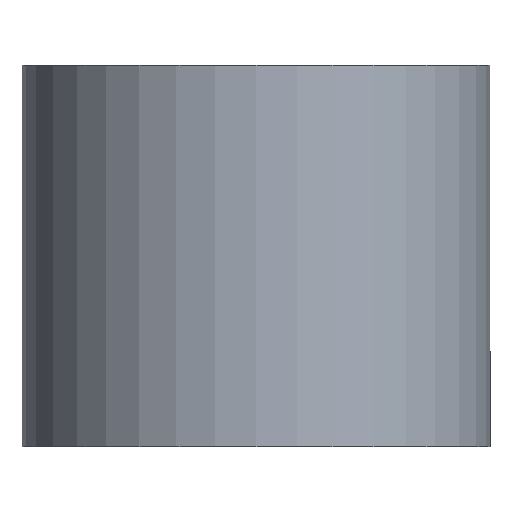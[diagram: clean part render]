
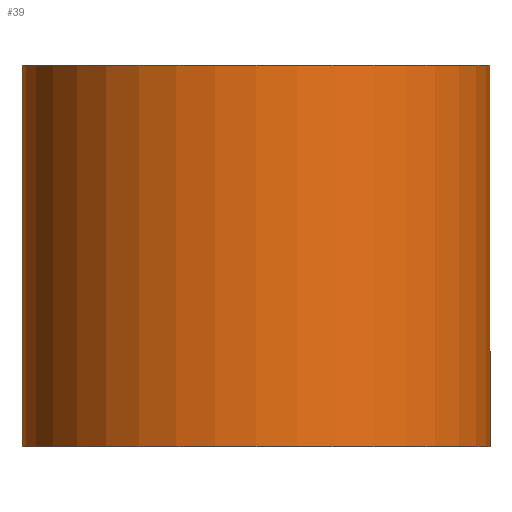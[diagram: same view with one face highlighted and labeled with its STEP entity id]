
A CAD part, left-side view. The second image highlights one B-rep face of the part: STEP entity #39.
In plain terms, the highlighted cylindrical face has radius 13.5 mm (diameter 27 mm), a partial arc.
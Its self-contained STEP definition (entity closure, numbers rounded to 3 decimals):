
#19 = EDGE_CURVE ( 'NONE', #104, #103, #84, .T. ) ;
#39 = ADVANCED_FACE ( 'NONE', ( #153 ), #218, .T. ) ;
#40 = EDGE_LOOP ( 'NONE', ( #41, #42, #43, #44 ) ) ;
#41 = ORIENTED_EDGE ( 'NONE', *, *, #99, .F. ) ;
#42 = ORIENTED_EDGE ( 'NONE', *, *, #19, .T. ) ;
#43 = ORIENTED_EDGE ( 'NONE', *, *, #93, .T. ) ;
#44 = ORIENTED_EDGE ( 'NONE', *, *, #45, .F. ) ;
#45 = EDGE_CURVE ( 'NONE', #98, #95, #239, .T. ) ;
#80 = DIRECTION ( 'NONE',  ( 0., -1., 0. ) ) ;
#81 = DIRECTION ( 'NONE',  ( 0., 0., 1. ) ) ;
#82 = CARTESIAN_POINT ( 'NONE',  ( 0., 0., -11. ) ) ;
#83 = AXIS2_PLACEMENT_3D ( 'NONE', #82, #81, #80 ) ;
#84 = CIRCLE ( 'NONE', #83, 13.5 ) ;
#93 = EDGE_CURVE ( 'NONE', #103, #95, #161, .T. ) ;
#95 = VERTEX_POINT ( 'NONE', #238 ) ;
#98 = VERTEX_POINT ( 'NONE', #232 ) ;
#99 = EDGE_CURVE ( 'NONE', #104, #98, #231, .T. ) ;
#103 = VERTEX_POINT ( 'NONE', #227 ) ;
#104 = VERTEX_POINT ( 'NONE', #226 ) ;
#149 = DIRECTION ( 'NONE',  ( 0., -1., 0. ) ) ;
#150 = DIRECTION ( 'NONE',  ( 0., 0., 1. ) ) ;
#151 = CARTESIAN_POINT ( 'NONE',  ( 0., 0., 11. ) ) ;
#152 = AXIS2_PLACEMENT_3D ( 'NONE', #151, #150, #149 ) ;
#153 = FACE_OUTER_BOUND ( 'NONE', #40, .T. ) ;
#158 = DIRECTION ( 'NONE',  ( 0., 0., 1. ) ) ;
#159 = VECTOR ( 'NONE', #158, 1000. ) ;
#160 = CARTESIAN_POINT ( 'NONE',  ( 0., -13.5, 0. ) ) ;
#161 = LINE ( 'NONE', #160, #159 ) ;
#191 = DIRECTION ( 'NONE',  ( 0., 0., 1. ) ) ;
#192 = AXIS2_PLACEMENT_3D ( 'NONE', #217, #191, #241 ) ;
#217 = CARTESIAN_POINT ( 'NONE',  ( 0., 0., 0. ) ) ;
#218 = CYLINDRICAL_SURFACE ( 'NONE', #192, 13.5 ) ;
#226 = CARTESIAN_POINT ( 'NONE',  ( 0., 13.5, -11. ) ) ;
#227 = CARTESIAN_POINT ( 'NONE',  ( 0., -13.5, -11. ) ) ;
#228 = DIRECTION ( 'NONE',  ( 0., 0., 1. ) ) ;
#229 = VECTOR ( 'NONE', #228, 1000. ) ;
#230 = CARTESIAN_POINT ( 'NONE',  ( 0., 13.5, 0. ) ) ;
#231 = LINE ( 'NONE', #230, #229 ) ;
#232 = CARTESIAN_POINT ( 'NONE',  ( 0., 13.5, 11. ) ) ;
#238 = CARTESIAN_POINT ( 'NONE',  ( 0., -13.5, 11. ) ) ;
#239 = CIRCLE ( 'NONE', #152, 13.5 ) ;
#241 = DIRECTION ( 'NONE',  ( 0., -1., 0. ) ) ;
